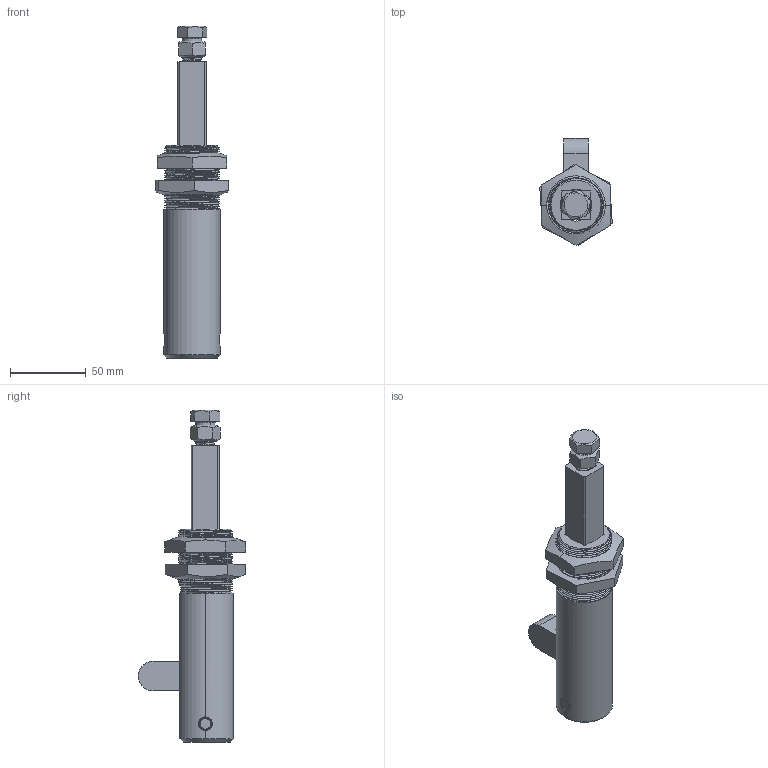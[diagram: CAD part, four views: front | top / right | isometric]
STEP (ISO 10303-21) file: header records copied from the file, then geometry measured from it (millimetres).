
FILE_DESCRIPTION (( 'STEP AP203' ), '1' );
FILE_NAME ('CH-30511M.STEP', '2010-06-07T07:19:05', ( '·L?¥Î?' ), ( '·L?¤¤?' ), 'SwSTEP 2.0', 'SolidWorks 2005179', '' );
FILE_SCHEMA (( 'CONFIG_CONTROL_DESIGN' ));
Length unit declared in the file: millimetre
Products named in the file (12): CH-30509-06_??; CH-30509-07_??; CH-30511M; CH-30511M-01_??; CH-30511M-02_??; M12_??; M12X50_??; CH-30510M-02_??; CH-30509-08_??; CH-30510M-04_??; CH-30509-09_??; CH-30510M-03_??
Assembly tree (12 placements, depth 2):
  CH-30511M
    CH-30511M-01_??
    CH-30510M-04_??
    CH-30511M-02_??  x2
    M12_??
    CH-30509-08_??
    CH-30510M-03_??
    CH-30509-07_??
    M12X50_??
    CH-30510M-02_??
    CH-30509-06_??
    CH-30509-09_??
Bounding box: 47.66 x 70.62 x 218.5 mm (x, y, z)
Volume: 148915.3 mm3; surface area: 74275 mm2
Topology: 12 solids, 12 shells, 1117 faces, 3238 edges, 2138 vertices
Faces by surface type: plane 778, cylinder 250, cone 61, bspline 26, torus 2
Entity records: 54451 total; most frequent: CARTESIAN_POINT 25223, ORIENTED_EDGE 6318, DIRECTION 5449, EDGE_CURVE 3159, VERTEX_POINT 2087, VECTOR 2043, LINE 2043, AXIS2_PLACEMENT_3D 1703
